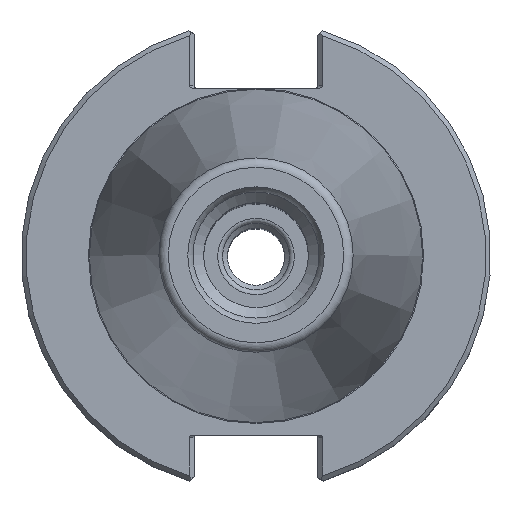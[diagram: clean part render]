
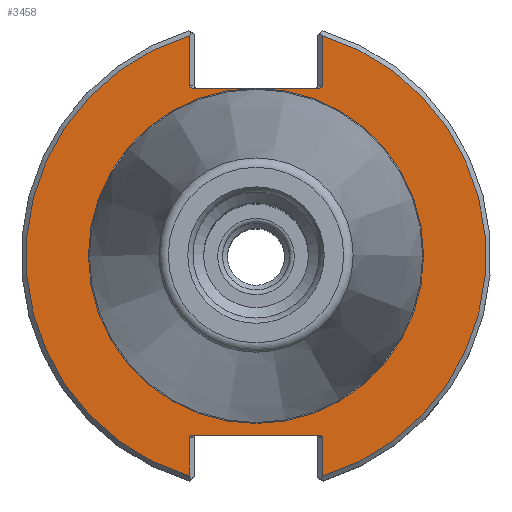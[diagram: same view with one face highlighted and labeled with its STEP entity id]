
A CAD part, top view. The second image highlights one B-rep face of the part: STEP entity #3458.
In plain terms, the highlighted planar face has unit normal (0, 0, 1).
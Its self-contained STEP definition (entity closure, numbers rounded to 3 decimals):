
#25=ELLIPSE('',#3689,0.707,0.5);
#26=ELLIPSE('',#3691,0.707,0.5);
#34=ELLIPSE('',#3719,0.707,0.5);
#35=ELLIPSE('',#3721,0.707,0.5);
#148=PLANE('',#3720);
#315=CIRCLE('',#3683,35.118);
#316=CIRCLE('',#3686,48.21);
#317=CIRCLE('',#3694,48.21);
#818=ORIENTED_EDGE('',*,*,#1154,.T.);
#819=ORIENTED_EDGE('',*,*,#1152,.T.);
#820=ORIENTED_EDGE('',*,*,#1148,.T.);
#821=ORIENTED_EDGE('',*,*,#1169,.F.);
#822=ORIENTED_EDGE('',*,*,#1146,.T.);
#823=ORIENTED_EDGE('',*,*,#1144,.T.);
#824=ORIENTED_EDGE('',*,*,#1142,.T.);
#825=ORIENTED_EDGE('',*,*,#1141,.T.);
#826=ORIENTED_EDGE('',*,*,#1188,.T.);
#827=ORIENTED_EDGE('',*,*,#1190,.F.);
#828=ORIENTED_EDGE('',*,*,#1191,.T.);
#829=ORIENTED_EDGE('',*,*,#1155,.T.);
#830=ORIENTED_EDGE('',*,*,#1138,.F.);
#1138=EDGE_CURVE('',#1391,#1391,#315,.T.);
#1141=EDGE_CURVE('',#1392,#1393,#1506,.T.);
#1142=EDGE_CURVE('',#1394,#1392,#316,.T.);
#1144=EDGE_CURVE('',#1395,#1394,#1507,.T.);
#1146=EDGE_CURVE('',#1396,#1395,#25,.F.);
#1148=EDGE_CURVE('',#1397,#1398,#26,.F.);
#1152=EDGE_CURVE('',#1399,#1397,#1512,.T.);
#1154=EDGE_CURVE('',#1400,#1399,#317,.T.);
#1155=EDGE_CURVE('',#1401,#1400,#1513,.T.);
#1169=EDGE_CURVE('',#1396,#1398,#1523,.T.);
#1188=EDGE_CURVE('',#1393,#1419,#34,.F.);
#1190=EDGE_CURVE('',#1420,#1419,#1534,.T.);
#1191=EDGE_CURVE('',#1420,#1401,#35,.F.);
#1391=VERTEX_POINT('',#5256);
#1392=VERTEX_POINT('',#5262);
#1393=VERTEX_POINT('',#5264);
#1394=VERTEX_POINT('',#5268);
#1395=VERTEX_POINT('',#5275);
#1396=VERTEX_POINT('',#5279);
#1397=VERTEX_POINT('',#5283);
#1398=VERTEX_POINT('',#5284);
#1399=VERTEX_POINT('',#5292);
#1400=VERTEX_POINT('',#5299);
#1401=VERTEX_POINT('',#5303);
#1419=VERTEX_POINT('',#5380);
#1420=VERTEX_POINT('',#5384);
#1506=LINE('',#5265,#1583);
#1507=LINE('',#5274,#1584);
#1512=LINE('',#5293,#1589);
#1513=LINE('',#5302,#1590);
#1523=LINE('',#5336,#1600);
#1534=LINE('',#5383,#1611);
#1583=VECTOR('',#4203,1000.);
#1584=VECTOR('',#4210,1000.);
#1589=VECTOR('',#4225,1000.);
#1590=VECTOR('',#4232,1000.);
#1600=VECTOR('',#4258,1000.);
#1611=VECTOR('',#4303,1000.);
#1793=EDGE_LOOP('',(#818,#819,#820,#821,#822,#823,#824,#825,#826,#827,#828,
#829));
#1794=EDGE_LOOP('',(#830));
#2057=FACE_BOUND('',#1793,.T.);
#2058=FACE_BOUND('',#1794,.T.);
#3458=ADVANCED_FACE('',(#2057,#2058),#148,.T.);
#3683=AXIS2_PLACEMENT_3D('',#5255,#4198,#4199);
#3686=AXIS2_PLACEMENT_3D('',#5267,#4206,#4207);
#3689=AXIS2_PLACEMENT_3D('',#5278,#4214,#4215);
#3691=AXIS2_PLACEMENT_3D('',#5282,#4219,#4220);
#3694=AXIS2_PLACEMENT_3D('',#5300,#4228,#4229);
#3719=AXIS2_PLACEMENT_3D('',#5379,#4298,#4299);
#3720=AXIS2_PLACEMENT_3D('',#5382,#4301,#4302);
#3721=AXIS2_PLACEMENT_3D('',#5385,#4304,#4305);
#4198=DIRECTION('',(0.,0.,1.));
#4199=DIRECTION('',(1.,0.,0.));
#4203=DIRECTION('',(0.,-1.,0.));
#4206=DIRECTION('',(0.,0.,1.));
#4207=DIRECTION('',(1.,0.,0.));
#4210=DIRECTION('',(0.,-1.,0.));
#4214=DIRECTION('',(0.,0.,1.));
#4215=DIRECTION('',(1.,0.,0.));
#4219=DIRECTION('',(0.,0.,1.));
#4220=DIRECTION('',(1.,0.,0.));
#4225=DIRECTION('',(0.,1.,0.));
#4228=DIRECTION('',(0.,0.,1.));
#4229=DIRECTION('',(1.,0.,0.));
#4232=DIRECTION('',(0.,1.,0.));
#4258=DIRECTION('',(-1.,0.,0.));
#4298=DIRECTION('',(0.,0.,1.));
#4299=DIRECTION('',(-1.,0.,0.));
#4301=DIRECTION('',(0.,0.,1.));
#4302=DIRECTION('',(1.,0.,0.));
#4303=DIRECTION('',(1.,0.,0.));
#4304=DIRECTION('',(0.,0.,1.));
#4305=DIRECTION('',(-1.,0.,0.));
#5255=CARTESIAN_POINT('',(0.,-0.02,-3.17));
#5256=CARTESIAN_POINT('',(35.118,-0.02,-3.17));
#5262=CARTESIAN_POINT('',(13.955,46.126,-3.17));
#5264=CARTESIAN_POINT('',(13.955,35.64,-3.17));
#5265=CARTESIAN_POINT('',(13.955,35.14,-3.17));
#5267=CARTESIAN_POINT('',(0.,-0.02,-3.17));
#5268=CARTESIAN_POINT('',(13.955,-46.166,-3.17));
#5274=CARTESIAN_POINT('',(13.955,-47.639,-3.17));
#5275=CARTESIAN_POINT('',(13.955,-38.09,-3.17));
#5278=CARTESIAN_POINT('',(13.248,-38.09,-3.17));
#5279=CARTESIAN_POINT('',(13.248,-37.59,-3.17));
#5282=CARTESIAN_POINT('',(-13.248,-38.09,-3.17));
#5283=CARTESIAN_POINT('',(-13.955,-38.09,-3.17));
#5284=CARTESIAN_POINT('',(-13.248,-37.59,-3.17));
#5292=CARTESIAN_POINT('',(-13.955,-46.166,-3.17));
#5293=CARTESIAN_POINT('',(-13.955,-37.59,-3.17));
#5299=CARTESIAN_POINT('',(-13.955,46.126,-3.17));
#5300=CARTESIAN_POINT('',(0.,-0.02,-3.17));
#5302=CARTESIAN_POINT('',(-13.955,47.599,-3.17));
#5303=CARTESIAN_POINT('',(-13.955,35.64,-3.17));
#5336=CARTESIAN_POINT('',(12.955,-37.59,-3.17));
#5379=CARTESIAN_POINT('',(13.248,35.64,-3.17));
#5380=CARTESIAN_POINT('',(13.248,35.14,-3.17));
#5382=CARTESIAN_POINT('',(35.118,-0.02,-3.17));
#5383=CARTESIAN_POINT('',(-12.955,35.14,-3.17));
#5384=CARTESIAN_POINT('',(-13.248,35.14,-3.17));
#5385=CARTESIAN_POINT('',(-13.248,35.64,-3.17));
